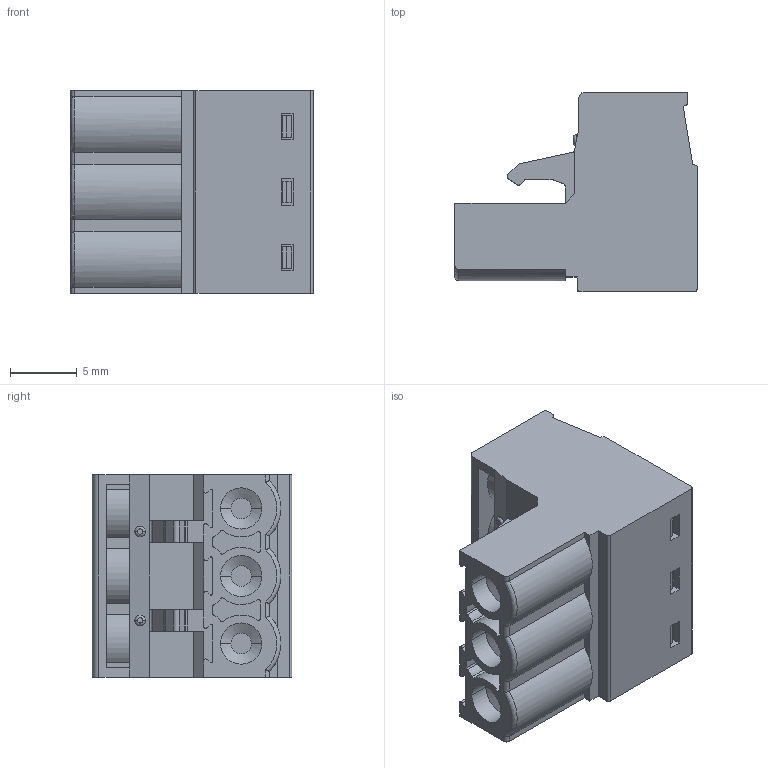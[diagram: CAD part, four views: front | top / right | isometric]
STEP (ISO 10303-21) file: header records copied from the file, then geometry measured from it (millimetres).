
FILE_DESCRIPTION((''),'2;1');
FILE_NAME('MC-RB5_08HXXC-0001','2024-09-05T',('SP'),(''),'CREO PARAMETRIC BY PTC INC, 2014350','CREO PARAMETRIC BY PTC INC, 2014350','');
FILE_SCHEMA(('AUTOMOTIVE_DESIGN { 1 0 10303 214 1 1 1 1 }'));
Length unit declared in the file: millimetre
Products named in the file (1): MC-RB5_08HXXC-0001
Bounding box: 18.2 x 15 x 15.24 mm (x, y, z)
Volume: 2524 mm3; surface area: 1863.9 mm2
Topology: 1 solids, 4 shells, 374 faces, 1049 edges, 704 vertices
Faces by surface type: plane 209, cylinder 119, torus 23, cone 16, bspline 7
Entity records: 13197 total; most frequent: CARTESIAN_POINT 3393, ORIENTED_EDGE 2098, DIRECTION 1986, EDGE_CURVE 1049, VERTEX_POINT 704, AXIS2_PLACEMENT_3D 688, VECTOR 610, LINE 610
